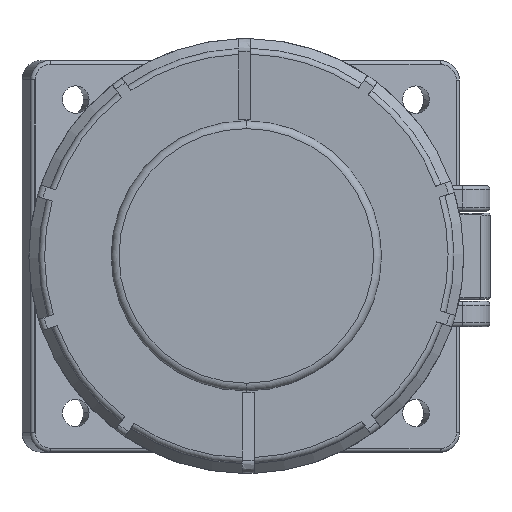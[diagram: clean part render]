
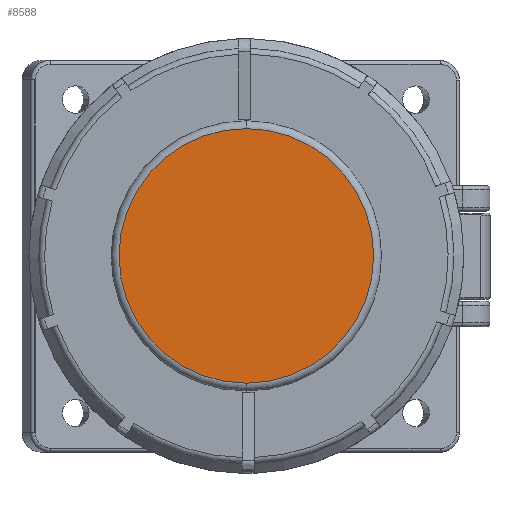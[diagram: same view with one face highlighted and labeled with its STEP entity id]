
A CAD part, top view. The second image highlights one B-rep face of the part: STEP entity #8588.
In plain terms, the highlighted face is planar.
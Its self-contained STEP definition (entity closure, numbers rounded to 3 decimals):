
#416 = EDGE_LOOP ( 'NONE', ( #1053, #7928 ) ) ;
#1053 = ORIENTED_EDGE ( 'NONE', *, *, #14420, .T. ) ;
#1656 = AXIS2_PLACEMENT_3D ( 'NONE', #19492, #9007, #10543 ) ;
#2249 = CARTESIAN_POINT ( 'NONE',  ( 32.5, 0., -2. ) ) ;
#3753 = CARTESIAN_POINT ( 'NONE',  ( 0., 0., -2. ) ) ;
#7384 = PLANE ( 'NONE',  #1656 ) ;
#7526 = CIRCLE ( 'NONE', #15009, 32.5 ) ;
#7928 = ORIENTED_EDGE ( 'NONE', *, *, #17795, .T. ) ;
#8588 = ADVANCED_FACE ( 'NONE', ( #17727 ), #7384, .T. ) ;
#9007 = DIRECTION ( 'NONE',  ( 0., 0., -1. ) ) ;
#10543 = DIRECTION ( 'NONE',  ( -1., 0., 0. ) ) ;
#13001 = CARTESIAN_POINT ( 'NONE',  ( 0., 0., -2. ) ) ;
#13156 = CIRCLE ( 'NONE', #16600, 32.5 ) ;
#13184 = CARTESIAN_POINT ( 'NONE',  ( -32.5, 0., -2. ) ) ;
#14355 = DIRECTION ( 'NONE',  ( 0., 0., -1. ) ) ;
#14376 = DIRECTION ( 'NONE',  ( -1., 0., 0. ) ) ;
#14420 = EDGE_CURVE ( 'NONE', #19054, #19401, #13156, .T. ) ;
#15009 = AXIS2_PLACEMENT_3D ( 'NONE', #13001, #15951, #14376 ) ;
#15951 = DIRECTION ( 'NONE',  ( 0., 0., -1. ) ) ;
#16600 = AXIS2_PLACEMENT_3D ( 'NONE', #3753, #14355, #18605 ) ;
#17727 = FACE_OUTER_BOUND ( 'NONE', #416, .T. ) ;
#17795 = EDGE_CURVE ( 'NONE', #19401, #19054, #7526, .T. ) ;
#18605 = DIRECTION ( 'NONE',  ( -1., 0., 0. ) ) ;
#19054 = VERTEX_POINT ( 'NONE', #13184 ) ;
#19401 = VERTEX_POINT ( 'NONE', #2249 ) ;
#19492 = CARTESIAN_POINT ( 'NONE',  ( 0., 0., -2. ) ) ;
